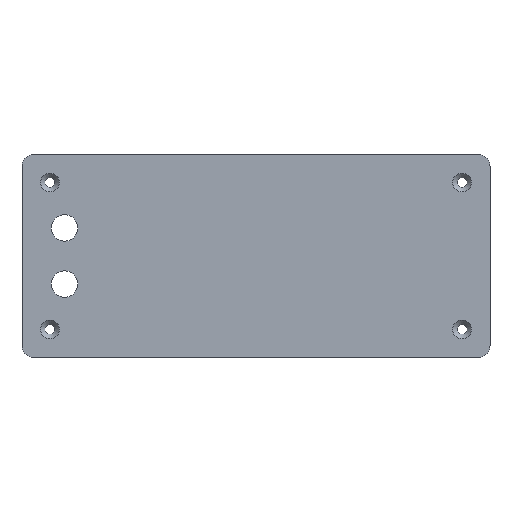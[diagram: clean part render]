
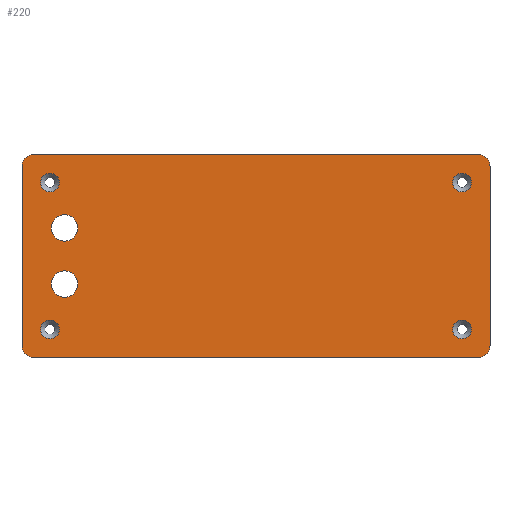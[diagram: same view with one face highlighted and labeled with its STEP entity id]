
A CAD part, top view. The second image highlights one B-rep face of the part: STEP entity #220.
In plain terms, the highlighted planar face has unit normal (0, 0, 1).
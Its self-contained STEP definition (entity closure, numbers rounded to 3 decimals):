
#32=CARTESIAN_POINT('',(202.621,-118.333,-4.55));
#33=VERTEX_POINT('',#32);
#42=CARTESIAN_POINT('',(199.421,-118.333,-4.55));
#43=DIRECTION('',(0.,0.,1.));
#44=DIRECTION('',(-1.,0.,0.));
#45=AXIS2_PLACEMENT_3D('',#42,#43,#44);
#46=CIRCLE('',#45,3.2);
#47=EDGE_CURVE('',#33,#33,#46,.T.);
#69=CARTESIAN_POINT('',(129.171,-93.31,-4.55));
#70=DIRECTION('',(0.,0.,1.));
#71=DIRECTION('',(1.,0.,-0.));
#72=AXIS2_PLACEMENT_3D('',#69,#70,#71);
#73=PLANE('',#72);
#74=CARTESIAN_POINT('',(62.121,-118.333,-4.55));
#75=VERTEX_POINT('',#74);
#76=CARTESIAN_POINT('',(58.921,-118.333,-4.55));
#77=DIRECTION('',(0.,0.,1.));
#78=DIRECTION('',(-1.,0.,0.));
#79=AXIS2_PLACEMENT_3D('',#76,#77,#78);
#80=CIRCLE('',#79,3.2);
#81=EDGE_CURVE('',#75,#75,#80,.T.);
#82=ORIENTED_EDGE('',*,*,#81,.F.);
#83=EDGE_LOOP('',(#82));
#84=FACE_BOUND('',#83,.T.);
#85=CARTESIAN_POINT('',(62.121,-68.288,-4.55));
#86=VERTEX_POINT('',#85);
#87=CARTESIAN_POINT('',(58.921,-68.288,-4.55));
#88=DIRECTION('',(0.,0.,1.));
#89=DIRECTION('',(-1.,0.,0.));
#90=AXIS2_PLACEMENT_3D('',#87,#88,#89);
#91=CIRCLE('',#90,3.2);
#92=EDGE_CURVE('',#86,#86,#91,.T.);
#93=ORIENTED_EDGE('',*,*,#92,.F.);
#94=EDGE_LOOP('',(#93));
#95=FACE_BOUND('',#94,.T.);
#96=CARTESIAN_POINT('',(59.421,-83.758,-4.55));
#97=VERTEX_POINT('',#96);
#98=CARTESIAN_POINT('',(68.421,-83.758,-4.55));
#99=VERTEX_POINT('',#98);
#100=CARTESIAN_POINT('',(63.921,-83.758,-4.55));
#101=DIRECTION('',(-0.,0.,1.));
#102=DIRECTION('',(1.,0.,0.));
#103=AXIS2_PLACEMENT_3D('',#100,#101,#102);
#104=CIRCLE('',#103,4.5);
#105=EDGE_CURVE('',#97,#99,#104,.T.);
#106=ORIENTED_EDGE('',*,*,#105,.F.);
#107=CARTESIAN_POINT('',(63.921,-83.758,-4.55));
#108=DIRECTION('',(-0.,0.,1.));
#109=DIRECTION('',(1.,0.,0.));
#110=AXIS2_PLACEMENT_3D('',#107,#108,#109);
#111=CIRCLE('',#110,4.5);
#112=EDGE_CURVE('',#99,#97,#111,.T.);
#113=ORIENTED_EDGE('',*,*,#112,.F.);
#114=EDGE_LOOP('',(#106,#113));
#115=FACE_BOUND('',#114,.T.);
#116=CARTESIAN_POINT('',(59.421,-102.863,-4.55));
#117=VERTEX_POINT('',#116);
#118=CARTESIAN_POINT('',(68.421,-102.863,-4.55));
#119=VERTEX_POINT('',#118);
#120=CARTESIAN_POINT('',(63.921,-102.863,-4.55));
#121=DIRECTION('',(-0.,0.,1.));
#122=DIRECTION('',(1.,0.,0.));
#123=AXIS2_PLACEMENT_3D('',#120,#121,#122);
#124=CIRCLE('',#123,4.5);
#125=EDGE_CURVE('',#117,#119,#124,.T.);
#126=ORIENTED_EDGE('',*,*,#125,.F.);
#127=CARTESIAN_POINT('',(63.921,-102.863,-4.55));
#128=DIRECTION('',(-0.,0.,1.));
#129=DIRECTION('',(1.,0.,0.));
#130=AXIS2_PLACEMENT_3D('',#127,#128,#129);
#131=CIRCLE('',#130,4.5);
#132=EDGE_CURVE('',#119,#117,#131,.T.);
#133=ORIENTED_EDGE('',*,*,#132,.F.);
#134=EDGE_LOOP('',(#126,#133));
#135=FACE_BOUND('',#134,.T.);
#136=CARTESIAN_POINT('',(208.921,-123.833,-4.55));
#137=VERTEX_POINT('',#136);
#138=CARTESIAN_POINT('',(204.921,-127.833,-4.55));
#139=VERTEX_POINT('',#138);
#140=CARTESIAN_POINT('',(204.921,-123.833,-4.55));
#141=DIRECTION('',(-0.,-0.,-1.));
#142=DIRECTION('',(0.707,-0.707,0.));
#143=AXIS2_PLACEMENT_3D('',#140,#141,#142);
#144=CIRCLE('',#143,4.);
#145=EDGE_CURVE('',#137,#139,#144,.T.);
#146=ORIENTED_EDGE('',*,*,#145,.F.);
#147=CARTESIAN_POINT('',(208.921,-62.788,-4.55));
#148=VERTEX_POINT('',#147);
#149=CARTESIAN_POINT('',(208.921,522.621,-4.55));
#150=DIRECTION('',(0.,-1.,0.));
#151=VECTOR('',#150,610.454);
#152=LINE('',#149,#151);
#153=EDGE_CURVE('',#148,#137,#152,.T.);
#154=ORIENTED_EDGE('',*,*,#153,.F.);
#155=CARTESIAN_POINT('',(204.921,-58.788,-4.55));
#156=VERTEX_POINT('',#155);
#157=CARTESIAN_POINT('',(204.921,-62.788,-4.55));
#158=DIRECTION('',(0.,-0.,-1.));
#159=DIRECTION('',(0.707,0.707,0.));
#160=AXIS2_PLACEMENT_3D('',#157,#158,#159);
#161=CIRCLE('',#160,4.);
#162=EDGE_CURVE('',#156,#148,#161,.T.);
#163=ORIENTED_EDGE('',*,*,#162,.F.);
#164=CARTESIAN_POINT('',(53.421,-58.788,-4.55));
#165=VERTEX_POINT('',#164);
#166=CARTESIAN_POINT('',(-1346.079,-58.788,-4.55));
#167=DIRECTION('',(1.,0.,-0.));
#168=VECTOR('',#167,1515.);
#169=LINE('',#166,#168);
#170=EDGE_CURVE('',#165,#156,#169,.T.);
#171=ORIENTED_EDGE('',*,*,#170,.F.);
#172=CARTESIAN_POINT('',(49.421,-62.788,-4.55));
#173=VERTEX_POINT('',#172);
#174=CARTESIAN_POINT('',(53.421,-62.788,-4.55));
#175=DIRECTION('',(-0.,-0.,-1.));
#176=DIRECTION('',(-0.707,0.707,0.));
#177=AXIS2_PLACEMENT_3D('',#174,#175,#176);
#178=CIRCLE('',#177,4.);
#179=EDGE_CURVE('',#173,#165,#178,.T.);
#180=ORIENTED_EDGE('',*,*,#179,.F.);
#181=CARTESIAN_POINT('',(49.421,-123.833,-4.55));
#182=VERTEX_POINT('',#181);
#183=CARTESIAN_POINT('',(49.421,-709.241,-4.55));
#184=DIRECTION('',(0.,1.,0.));
#185=VECTOR('',#184,610.454);
#186=LINE('',#183,#185);
#187=EDGE_CURVE('',#182,#173,#186,.T.);
#188=ORIENTED_EDGE('',*,*,#187,.F.);
#189=CARTESIAN_POINT('',(53.421,-127.833,-4.55));
#190=VERTEX_POINT('',#189);
#191=CARTESIAN_POINT('',(53.421,-123.833,-4.55));
#192=DIRECTION('',(0.,-0.,-1.));
#193=DIRECTION('',(-0.707,-0.707,-0.));
#194=AXIS2_PLACEMENT_3D('',#191,#192,#193);
#195=CIRCLE('',#194,4.);
#196=EDGE_CURVE('',#190,#182,#195,.T.);
#197=ORIENTED_EDGE('',*,*,#196,.F.);
#198=CARTESIAN_POINT('',(1604.421,-127.833,-4.55));
#199=DIRECTION('',(-1.,-0.,0.));
#200=VECTOR('',#199,1515.);
#201=LINE('',#198,#200);
#202=EDGE_CURVE('',#139,#190,#201,.T.);
#203=ORIENTED_EDGE('',*,*,#202,.F.);
#204=EDGE_LOOP('',(#146,#154,#163,#171,#180,#188,#197,#203));
#205=FACE_BOUND('',#204,.T.);
#206=CARTESIAN_POINT('',(202.621,-68.288,-4.55));
#207=VERTEX_POINT('',#206);
#208=CARTESIAN_POINT('',(199.421,-68.288,-4.55));
#209=DIRECTION('',(0.,0.,1.));
#210=DIRECTION('',(-1.,0.,0.));
#211=AXIS2_PLACEMENT_3D('',#208,#209,#210);
#212=CIRCLE('',#211,3.2);
#213=EDGE_CURVE('',#207,#207,#212,.T.);
#214=ORIENTED_EDGE('',*,*,#213,.F.);
#215=EDGE_LOOP('',(#214));
#216=FACE_BOUND('',#215,.T.);
#217=ORIENTED_EDGE('',*,*,#47,.F.);
#218=EDGE_LOOP('',(#217));
#219=FACE_BOUND('',#218,.T.);
#220=ADVANCED_FACE('',(#84,#95,#115,#135,#205,#216,#219),#73,.T.);
